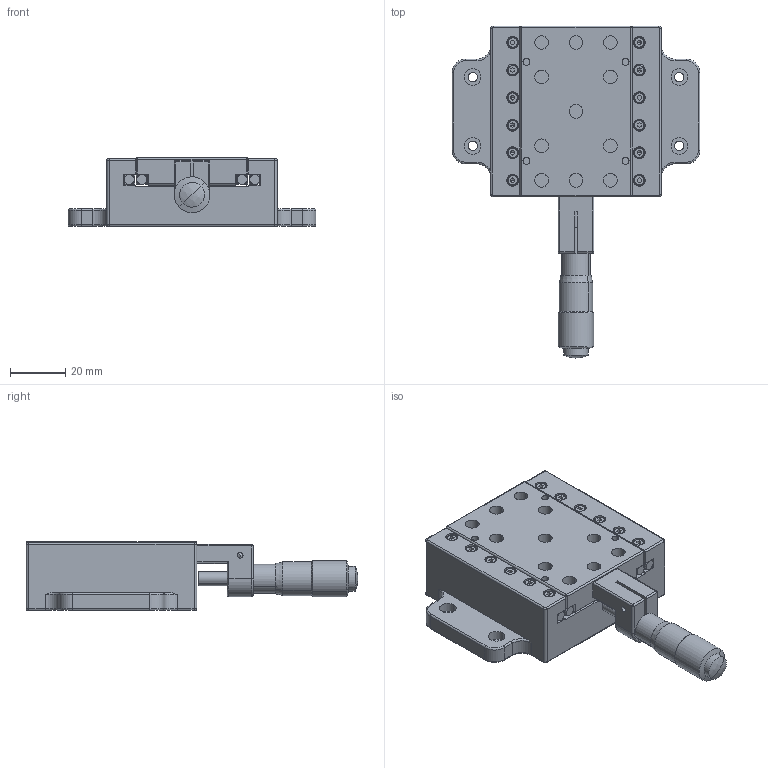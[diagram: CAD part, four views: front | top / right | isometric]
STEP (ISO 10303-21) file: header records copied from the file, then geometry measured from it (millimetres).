
FILE_DESCRIPTION (( 'STEP AP203' ), '1' );
FILE_NAME ('淕极宒忒雄す痄怢OMYE62A.STEP', '2021-06-11T01:51:37', ( '' ), ( '' ), 'SwSTEP 2.0', 'SolidWorks 2018', '' );
FILE_SCHEMA (( 'CONFIG_CONTROL_DESIGN' ));
Length unit declared in the file: millimetre
Products named in the file (1): 淕极宒忒雄す痄怢OMYE62A
Bounding box: 90 x 120.5 x 25 mm (x, y, z)
Surface area: 31981.3 mm2 (no closed solid volume)
Topology: 0 solids, 42 shells, 708 faces, 2319 edges, 1585 vertices
Faces by surface type: plane 327, cylinder 194, bspline 97, torus 54, cone 24, sphere 12
Entity records: 27798 total; most frequent: CARTESIAN_POINT 8236, DIRECTION 3836, ORIENTED_EDGE 3742, EDGE_CURVE 2293, VERTEX_POINT 1585, VECTOR 1390, LINE 1390, AXIS2_PLACEMENT_3D 1223
